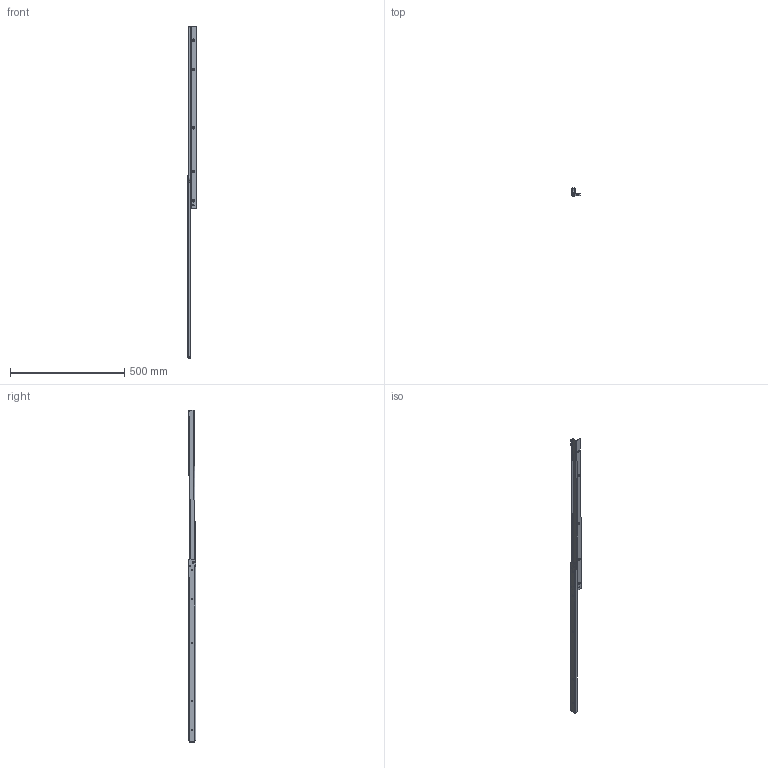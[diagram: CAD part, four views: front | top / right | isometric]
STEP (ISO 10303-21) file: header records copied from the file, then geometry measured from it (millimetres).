
FILE_DESCRIPTION (( 'STEP AP214' ), '1' );
FILE_NAME ('206.800-GA.SB00_open.STEP', '2023-02-19T16:54:38', ( '' ), ( '' ), 'SwSTEP 2.0', 'SolidWorks 2020', '' );
FILE_SCHEMA (( 'AUTOMOTIVE_DESIGN' ));
Length unit declared in the file: millimetre
Products named in the file (9): 206.800-GA.SB00_open; 206.XXX-01.0000_NL 800 Var. 3; 206.XXX-03.S223_800mm; bkr160_eingenietet; 206.XXX-03.0000_NL 800 Var. 3; 206.XXX-01.A014_800mm; IV-Scheibe 12-4,5-1,0_ › 10 - ›3,5 - 1,0; KR-124; KR-160_eingenietet
Assembly tree (9 placements, depth 4):
  206.800-GA.SB00_open
    206.XXX-01.0000_NL 800 Var. 3
      206.XXX-01.A014_800mm
      KR-160_eingenietet
        bkr160_eingenietet
        KR-124
        IV-Scheibe 12-4,5-1,0_ › 10 - ›3,5 - 1,0
    206.XXX-03.0000_NL 800 Var. 3
      206.XXX-03.S223_800mm
      KR-160_eingenietet
        bkr160_eingenietet
        KR-124
        IV-Scheibe 12-4,5-1,0_ › 10 - ›3,5 - 1,0
Bounding box: 38.5 x 34.45 x 1454.18 mm (x, y, z)
Volume: 242659.5 mm3; surface area: 173294 mm2
Topology: 8 solids, 8 shells, 917 faces, 2228 edges, 1297 vertices
Faces by surface type: cylinder 318, bspline 205, plane 180, torus 168, cone 42, sphere 4
Entity records: 19192 total; most frequent: CARTESIAN_POINT 6459, ORIENTED_EDGE 2672, DIRECTION 2590, EDGE_CURVE 1336, AXIS2_PLACEMENT_3D 1064, VERTEX_POINT 800, CIRCLE 603, EDGE_LOOP 592
